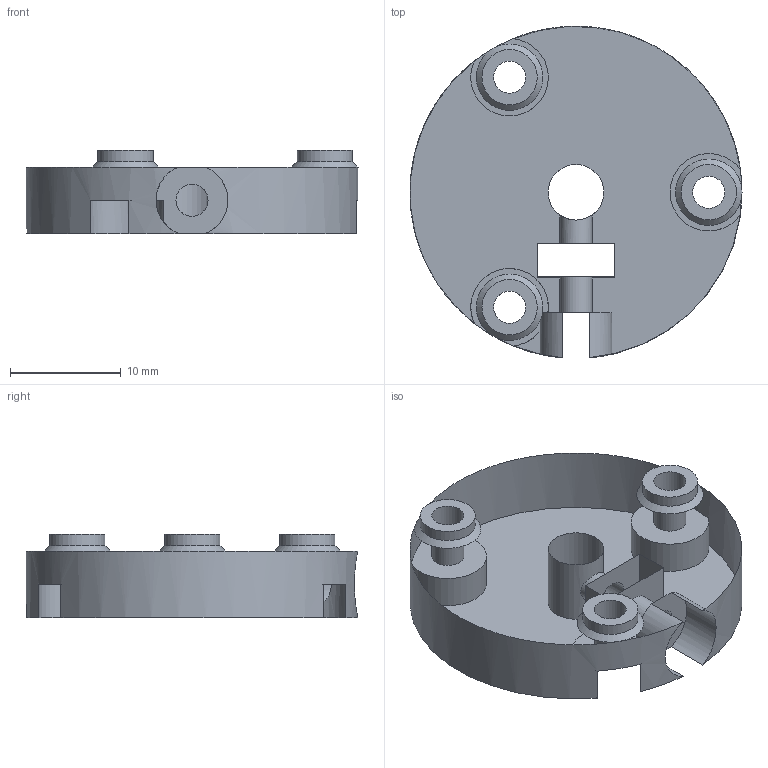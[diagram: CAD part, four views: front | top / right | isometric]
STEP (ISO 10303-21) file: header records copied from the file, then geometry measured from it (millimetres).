
FILE_DESCRIPTION(/* description */ (''),/* implementation_level */ '2;1');
FILE_NAME(/* name */ '30_Cube_Perestalticpump_rotator_v3.ipt.step',/* time_stamp */ '2022-11-29T08:17:54+01:00',/* author */ ('diederichbenedict'),/* organization */ (''),/* preprocessor_version */ 'ST-DEVELOPER v18.1',/* originating_system */ 'Autodesk Inventor 2022',/* authorisation */ '');
FILE_SCHEMA (('AUTOMOTIVE_DESIGN { 1 0 10303 214 3 1 1 }'));
Length unit declared in the file: millimetre
Products named in the file (1): 30_Cube_Perestalticpump_rotator_v3
Bounding box: 30 x 29.95 x 7.5 mm (x, y, z)
Volume: 3502.9 mm3; surface area: 2432.2 mm2
Topology: 1 solids, 1 shells, 31 faces, 89 edges, 58 vertices
Faces by surface type: cylinder 15, plane 13, cone 3
Full cylindrical faces by diameter (mm): 2.9 x5, 5 x3, 5.02 x1
Entity records: 1173 total; most frequent: CARTESIAN_POINT 250, DIRECTION 195, ORIENTED_EDGE 178, EDGE_CURVE 89, AXIS2_PLACEMENT_3D 78, VERTEX_POINT 58, CIRCLE 46, EDGE_LOOP 45
